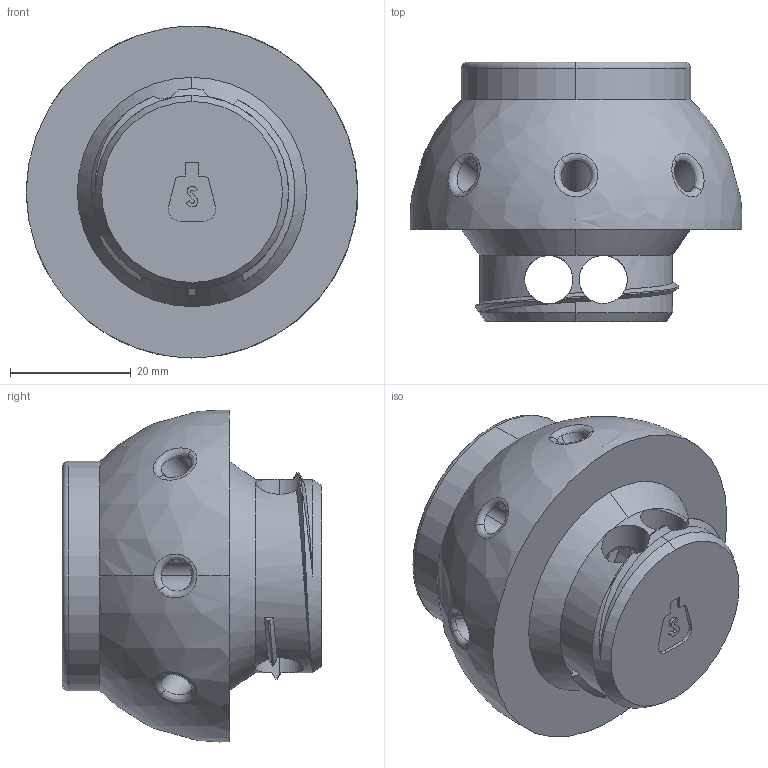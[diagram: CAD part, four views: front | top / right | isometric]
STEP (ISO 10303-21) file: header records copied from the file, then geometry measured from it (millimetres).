
FILE_DESCRIPTION (( 'STEP AP214' ), '1' );
FILE_NAME ('DS55STop.STEP', '2025-05-29T18:29:31', ( '' ), ( '' ), 'SwSTEP 2.0', 'SolidWorks 2025', '' );
FILE_SCHEMA (( 'AUTOMOTIVE_DESIGN' ));
Length unit declared in the file: millimetre
Products named in the file (1): DS55STop
Bounding box: 55 x 43 x 55 mm (x, y, z)
Volume: 37971.2 mm3; surface area: 14257 mm2
Topology: 1 solids, 1 shells, 146 faces, 448 edges, 290 vertices
Faces by surface type: bspline 69, cylinder 47, plane 18, cone 8, torus 2, sphere 2
Entity records: 14616 total; most frequent: CARTESIAN_POINT 11325, ORIENTED_EDGE 886, EDGE_CURVE 443, DIRECTION 435, VERTEX_POINT 287, B_SPLINE_CURVE_WITH_KNOTS 206, AXIS2_PLACEMENT_3D 169, EDGE_LOOP 158
